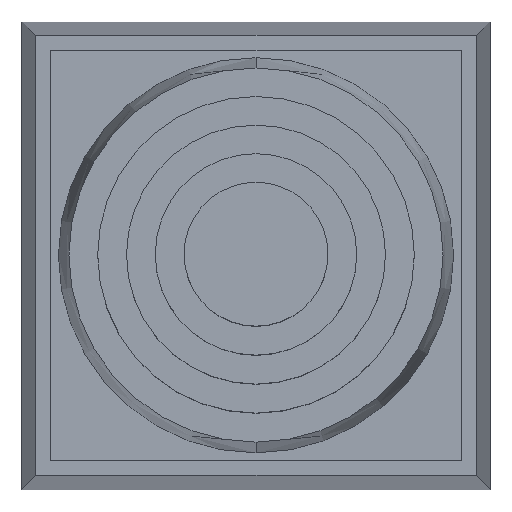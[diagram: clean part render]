
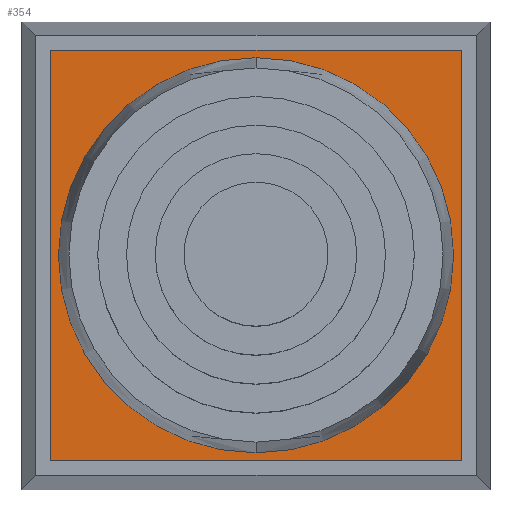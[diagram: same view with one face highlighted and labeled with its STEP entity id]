
A CAD part, top view. The second image highlights one B-rep face of the part: STEP entity #354.
In plain terms, the highlighted planar face has unit normal (0, 0, 1).
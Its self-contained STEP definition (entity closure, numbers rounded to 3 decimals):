
#312=AXIS2_PLACEMENT_3D('Plane Axis2P3D',#309,#310,#311) ;
#322=AXIS2_PLACEMENT_3D('Circle Axis2P3D',#320,#321,$) ;
#331=AXIS2_PLACEMENT_3D('Circle Axis2P3D',#329,#330,$) ;
#338=AXIS2_PLACEMENT_3D('Circle Axis2P3D',#336,#337,$) ;
#345=AXIS2_PLACEMENT_3D('Circle Axis2P3D',#343,#344,$) ;
#222=CARTESIAN_POINT('Vertex',(18.307,18.307,17.7)) ;
#229=CARTESIAN_POINT('Vertex',(1.207,18.307,17.7)) ;
#232=CARTESIAN_POINT('Line Origine',(9.757,18.307,17.7)) ;
#253=CARTESIAN_POINT('Vertex',(1.207,1.207,17.7)) ;
#256=CARTESIAN_POINT('Line Origine',(1.207,9.757,17.7)) ;
#277=CARTESIAN_POINT('Vertex',(18.307,1.207,17.7)) ;
#280=CARTESIAN_POINT('Line Origine',(9.757,1.207,17.7)) ;
#297=CARTESIAN_POINT('Line Origine',(18.307,9.757,17.7)) ;
#309=CARTESIAN_POINT('Axis2P3D Location',(9.757,9.757,17.7)) ;
#320=CARTESIAN_POINT('Axis2P3D Location',(9.757,9.757,17.7)) ;
#324=CARTESIAN_POINT('Vertex',(9.757,1.519,17.7)) ;
#326=CARTESIAN_POINT('Vertex',(17.994,9.757,17.7)) ;
#329=CARTESIAN_POINT('Axis2P3D Location',(9.757,9.757,17.7)) ;
#333=CARTESIAN_POINT('Vertex',(1.519,9.757,17.7)) ;
#336=CARTESIAN_POINT('Axis2P3D Location',(9.757,9.757,17.7)) ;
#340=CARTESIAN_POINT('Vertex',(9.757,17.994,17.7)) ;
#343=CARTESIAN_POINT('Axis2P3D Location',(9.757,9.757,17.7)) ;
#233=DIRECTION('Vector Direction',(-1.,0.,0.)) ;
#257=DIRECTION('Vector Direction',(0.,-1.,0.)) ;
#281=DIRECTION('Vector Direction',(1.,0.,0.)) ;
#298=DIRECTION('Vector Direction',(0.,1.,0.)) ;
#310=DIRECTION('Axis2P3D Direction',(0.,0.,1.)) ;
#311=DIRECTION('Axis2P3D XDirection',(-1.,0.,0.)) ;
#321=DIRECTION('Axis2P3D Direction',(0.,0.,1.)) ;
#330=DIRECTION('Axis2P3D Direction',(0.,0.,1.)) ;
#337=DIRECTION('Axis2P3D Direction',(0.,0.,1.)) ;
#344=DIRECTION('Axis2P3D Direction',(0.,0.,1.)) ;
#234=VECTOR('Line Direction',#233,1.) ;
#258=VECTOR('Line Direction',#257,1.) ;
#282=VECTOR('Line Direction',#281,1.) ;
#299=VECTOR('Line Direction',#298,1.) ;
#315=ORIENTED_EDGE('',*,*,#301,.T.) ;
#316=ORIENTED_EDGE('',*,*,#236,.T.) ;
#317=ORIENTED_EDGE('',*,*,#260,.T.) ;
#318=ORIENTED_EDGE('',*,*,#284,.T.) ;
#349=ORIENTED_EDGE('',*,*,#328,.F.) ;
#350=ORIENTED_EDGE('',*,*,#335,.F.) ;
#351=ORIENTED_EDGE('',*,*,#342,.F.) ;
#352=ORIENTED_EDGE('',*,*,#347,.F.) ;
#353=FACE_BOUND('',#348,.T.) ;
#354=ADVANCED_FACE('MANIFOLD_SOLID_BREP #101',(#319,#353),#313,.T.) ;
#323=CIRCLE('generated circle',#322,8.237) ;
#332=CIRCLE('generated circle',#331,8.237) ;
#339=CIRCLE('generated circle',#338,8.237) ;
#346=CIRCLE('generated circle',#345,8.237) ;
#236=EDGE_CURVE('',#223,#230,#235,.T.) ;
#260=EDGE_CURVE('',#230,#254,#259,.T.) ;
#284=EDGE_CURVE('',#254,#278,#283,.T.) ;
#301=EDGE_CURVE('',#278,#223,#300,.T.) ;
#328=EDGE_CURVE('',#325,#327,#323,.T.) ;
#335=EDGE_CURVE('',#334,#325,#332,.T.) ;
#342=EDGE_CURVE('',#341,#334,#339,.T.) ;
#347=EDGE_CURVE('',#327,#341,#346,.T.) ;
#314=EDGE_LOOP('',(#315,#316,#317,#318)) ;
#348=EDGE_LOOP('',(#349,#350,#351,#352)) ;
#319=FACE_OUTER_BOUND('',#314,.T.) ;
#235=LINE('Line',#232,#234) ;
#259=LINE('Line',#256,#258) ;
#283=LINE('Line',#280,#282) ;
#300=LINE('Line',#297,#299) ;
#313=PLANE('',#312) ;
#223=VERTEX_POINT('',#222) ;
#230=VERTEX_POINT('',#229) ;
#254=VERTEX_POINT('',#253) ;
#278=VERTEX_POINT('',#277) ;
#325=VERTEX_POINT('',#324) ;
#327=VERTEX_POINT('',#326) ;
#334=VERTEX_POINT('',#333) ;
#341=VERTEX_POINT('',#340) ;
